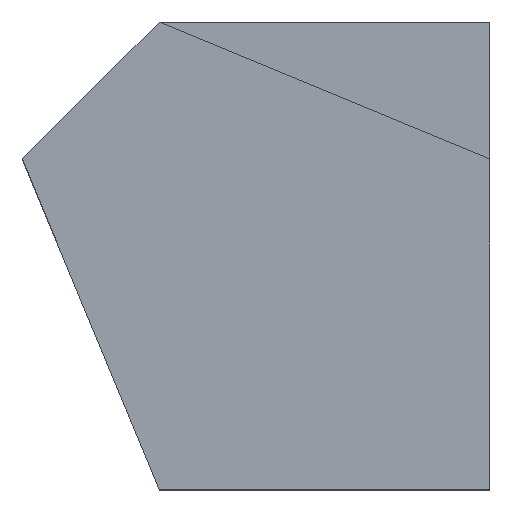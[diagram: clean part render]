
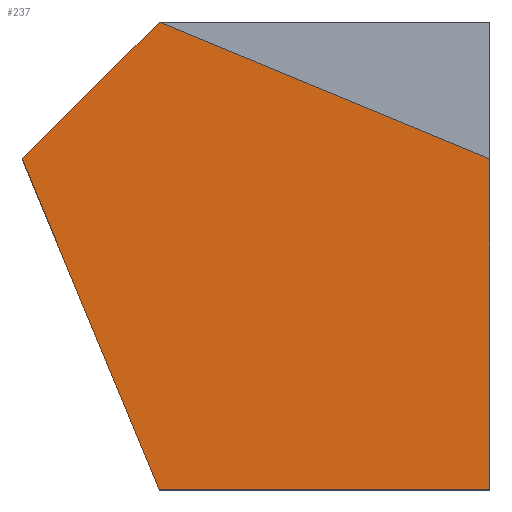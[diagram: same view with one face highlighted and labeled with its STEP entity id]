
A CAD part, top view. The second image highlights one B-rep face of the part: STEP entity #237.
In plain terms, the highlighted planar face has unit normal (0, 0, 1).
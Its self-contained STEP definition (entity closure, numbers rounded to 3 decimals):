
#17 = AXIS2_PLACEMENT_3D ( 'NONE', #28, #91, #124 ) ;
#23 = DIRECTION ( 'NONE',  ( 0., 1., 0. ) ) ;
#25 = CARTESIAN_POINT ( 'NONE',  ( 0., 20., 10. ) ) ;
#28 = CARTESIAN_POINT ( 'NONE',  ( 0., 0., 10. ) ) ;
#31 = VECTOR ( 'NONE', #171, 1000. ) ;
#53 = VECTOR ( 'NONE', #286, 1000. ) ;
#64 = ORIENTED_EDGE ( 'NONE', *, *, #251, .T. ) ;
#82 = VERTEX_POINT ( 'NONE', #164 ) ;
#83 = VECTOR ( 'NONE', #23, 1000. ) ;
#91 = DIRECTION ( 'NONE',  ( 0., 0., -1. ) ) ;
#109 = ORIENTED_EDGE ( 'NONE', *, *, #273, .T. ) ;
#124 = DIRECTION ( 'NONE',  ( -1., 0., 0. ) ) ;
#133 = CARTESIAN_POINT ( 'NONE',  ( 0., 0., 10. ) ) ;
#134 = ORIENTED_EDGE ( 'NONE', *, *, #281, .T. ) ;
#135 = VERTEX_POINT ( 'NONE', #352 ) ;
#145 = PLANE ( 'NONE',  #17 ) ;
#164 = CARTESIAN_POINT ( 'NONE',  ( -20.004, 28.28, 10. ) ) ;
#170 = EDGE_CURVE ( 'NONE', #345, #82, #349, .T. ) ;
#171 = DIRECTION ( 'NONE',  ( -0.924, 0.382, 0. ) ) ;
#173 = DIRECTION ( 'NONE',  ( 0.383, -0.924, 0. ) ) ;
#175 = LINE ( 'NONE', #330, #371 ) ;
#177 = FACE_OUTER_BOUND ( 'NONE', #379, .T. ) ;
#189 = ORIENTED_EDGE ( 'NONE', *, *, #170, .T. ) ;
#202 = LINE ( 'NONE', #225, #376 ) ;
#212 = LINE ( 'NONE', #292, #53 ) ;
#225 = CARTESIAN_POINT ( 'NONE',  ( -20., 0., 10. ) ) ;
#234 = CARTESIAN_POINT ( 'NONE',  ( 0., 20., 10. ) ) ;
#237 = ADVANCED_FACE ( 'NONE', ( #177 ), #145, .F. ) ;
#251 = EDGE_CURVE ( 'NONE', #344, #135, #202, .T. ) ;
#267 = CARTESIAN_POINT ( 'NONE',  ( -28.29, 20., 10. ) ) ;
#273 = EDGE_CURVE ( 'NONE', #309, #345, #337, .T. ) ;
#281 = EDGE_CURVE ( 'NONE', #135, #309, #212, .T. ) ;
#283 = ORIENTED_EDGE ( 'NONE', *, *, #336, .T. ) ;
#286 = DIRECTION ( 'NONE',  ( 1., 0., 0. ) ) ;
#292 = CARTESIAN_POINT ( 'NONE',  ( 0., 0., 10. ) ) ;
#309 = VERTEX_POINT ( 'NONE', #133 ) ;
#330 = CARTESIAN_POINT ( 'NONE',  ( -28.29, 20., 10. ) ) ;
#336 = EDGE_CURVE ( 'NONE', #82, #344, #175, .T. ) ;
#337 = LINE ( 'NONE', #25, #83 ) ;
#344 = VERTEX_POINT ( 'NONE', #267 ) ;
#345 = VERTEX_POINT ( 'NONE', #234 ) ;
#349 = LINE ( 'NONE', #382, #31 ) ;
#352 = CARTESIAN_POINT ( 'NONE',  ( -20., 0., 10. ) ) ;
#364 = DIRECTION ( 'NONE',  ( -0.707, -0.707, 0. ) ) ;
#371 = VECTOR ( 'NONE', #364, 1000. ) ;
#376 = VECTOR ( 'NONE', #173, 1000. ) ;
#379 = EDGE_LOOP ( 'NONE', ( #109, #189, #283, #64, #134 ) ) ;
#382 = CARTESIAN_POINT ( 'NONE',  ( -20.004, 28.28, 10. ) ) ;
